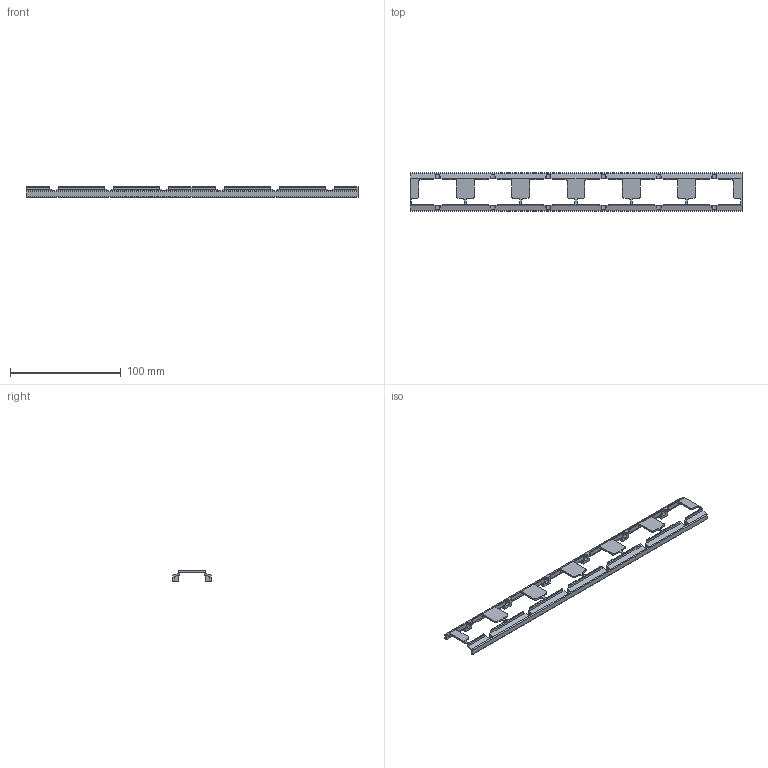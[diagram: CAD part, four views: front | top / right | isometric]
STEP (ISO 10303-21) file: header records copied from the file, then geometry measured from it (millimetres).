
FILE_DESCRIPTION(('STEP AP214'),'1');
FILE_NAME('cctmp_8058B63E-EF46-4B77-B32A-A11F4A180A05_2020_1_15_8_18_36_79..stp','2020-01-15T07:18:36',('Bosch Rexroth AG'),('CADClick - www.CADClick.com'),'Spatial InterOp 3D',' ','unknown authorization - (Healing Option Enabled)');
FILE_SCHEMA(('AUTOMOTIVE_DESIGN'));
Length unit declared in the file: millimetre
Products named in the file (1): 2020_01_15__08-18-36-079
Bounding box: 300 x 35 x 9.5 mm (x, y, z)
Volume: 14244.1 mm3; surface area: 21306.5 mm2
Topology: 1 solids, 1 shells, 326 faces, 984 edges, 648 vertices
Faces by surface type: plane 210, cylinder 116
Entity records: 13916 total; most frequent: CARTESIAN_POINT 2355, ORIENTED_EDGE 1968, DIRECTION 1774, EDGE_CURVE 984, LINE 752, VECTOR 752, VERTEX_POINT 648, AXIS2_PLACEMENT_3D 511
